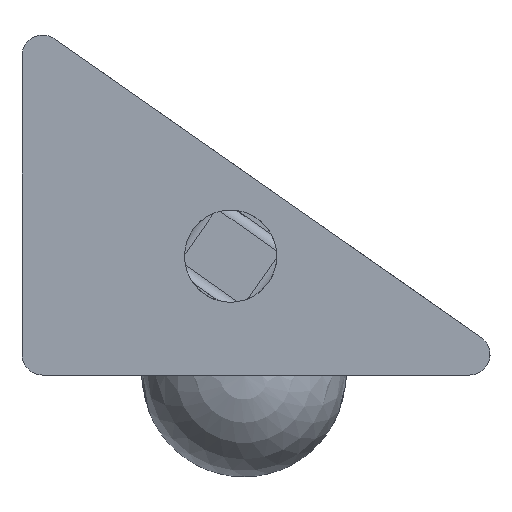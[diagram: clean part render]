
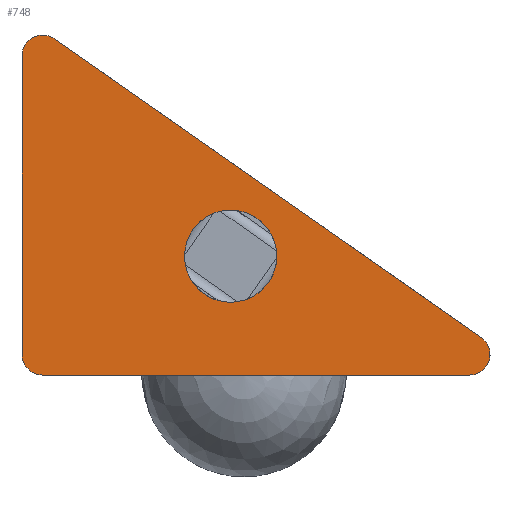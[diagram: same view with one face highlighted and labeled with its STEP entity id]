
A CAD part, left-side view. The second image highlights one B-rep face of the part: STEP entity #748.
In plain terms, the highlighted planar face has unit normal (-1, 0, 0).
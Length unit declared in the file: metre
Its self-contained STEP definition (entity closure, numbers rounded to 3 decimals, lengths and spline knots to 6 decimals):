
#63=CIRCLE('',#823,0.002286);
#64=CIRCLE('',#824,0.001016);
#65=CIRCLE('',#825,0.001016);
#66=CIRCLE('',#826,0.001016);
#148=ORIENTED_EDGE('',*,*,#362,.F.);
#149=ORIENTED_EDGE('',*,*,#357,.T.);
#150=ORIENTED_EDGE('',*,*,#363,.T.);
#151=ORIENTED_EDGE('',*,*,#351,.T.);
#152=ORIENTED_EDGE('',*,*,#364,.T.);
#153=ORIENTED_EDGE('',*,*,#342,.T.);
#154=ORIENTED_EDGE('',*,*,#365,.T.);
#342=EDGE_CURVE('',#450,#451,#511,.T.);
#351=EDGE_CURVE('',#458,#459,#518,.T.);
#357=EDGE_CURVE('',#465,#464,#524,.T.);
#362=EDGE_CURVE('',#466,#466,#63,.T.);
#363=EDGE_CURVE('',#464,#458,#64,.F.);
#364=EDGE_CURVE('',#459,#450,#65,.F.);
#365=EDGE_CURVE('',#451,#465,#66,.F.);
#450=VERTEX_POINT('',#1201);
#451=VERTEX_POINT('',#1202);
#458=VERTEX_POINT('',#1219);
#459=VERTEX_POINT('',#1220);
#464=VERTEX_POINT('',#1231);
#465=VERTEX_POINT('',#1233);
#466=VERTEX_POINT('',#1241);
#511=LINE('',#1200,#567);
#518=LINE('',#1218,#574);
#524=LINE('',#1232,#580);
#567=VECTOR('',#936,1.);
#574=VECTOR('',#949,1.);
#580=VECTOR('',#957,1.);
#619=EDGE_LOOP('',(#148));
#620=EDGE_LOOP('',(#149,#150,#151,#152,#153,#154));
#677=FACE_BOUND('',#619,.T.);
#678=FACE_BOUND('',#620,.T.);
#731=PLANE('',#822);
#748=ADVANCED_FACE('',(#677,#678),#731,.F.);
#822=AXIS2_PLACEMENT_3D('',#1239,#967,#968);
#823=AXIS2_PLACEMENT_3D('',#1240,#969,#970);
#824=AXIS2_PLACEMENT_3D('',#1242,#971,#972);
#825=AXIS2_PLACEMENT_3D('',#1243,#973,#974);
#826=AXIS2_PLACEMENT_3D('',#1244,#975,#976);
#936=DIRECTION('',(0.,0.819,0.573));
#949=DIRECTION('',(0.,-1.,0.));
#957=DIRECTION('',(0.,0.,-1.));
#967=DIRECTION('',(1.,0.,0.));
#968=DIRECTION('',(0.,1.,0.));
#969=DIRECTION('',(-1.,0.,0.));
#970=DIRECTION('',(0.,0.,1.));
#971=DIRECTION('',(1.,0.,0.));
#972=DIRECTION('',(0.,0.,-1.));
#973=DIRECTION('',(1.,0.,0.));
#974=DIRECTION('',(0.,0.,-1.));
#975=DIRECTION('',(1.,0.,0.));
#976=DIRECTION('',(0.,0.,-1.));
#1200=CARTESIAN_POINT('',(0.,-0.0127,0.00889));
#1201=CARTESIAN_POINT('',(0.,-0.02276,0.001848));
#1202=CARTESIAN_POINT('',(0.,-0.001599,0.016661));
#1218=CARTESIAN_POINT('',(0.,-0.0127,0.));
#1219=CARTESIAN_POINT('',(0.,-0.001016,0.));
#1220=CARTESIAN_POINT('',(0.,-0.022177,0.));
#1231=CARTESIAN_POINT('',(0.,0.,0.001016));
#1232=CARTESIAN_POINT('',(0.,0.,0.00889));
#1233=CARTESIAN_POINT('',(0.,0.,0.015829));
#1239=CARTESIAN_POINT('',(0.,-0.0127,0.00889));
#1240=CARTESIAN_POINT('',(0.,-0.010338,0.005893));
#1241=CARTESIAN_POINT('',(0.,-0.010338,0.008179));
#1242=CARTESIAN_POINT('',(0.,-0.001016,0.001016));
#1243=CARTESIAN_POINT('',(0.,-0.022177,0.001016));
#1244=CARTESIAN_POINT('',(0.,-0.001016,0.015829));
